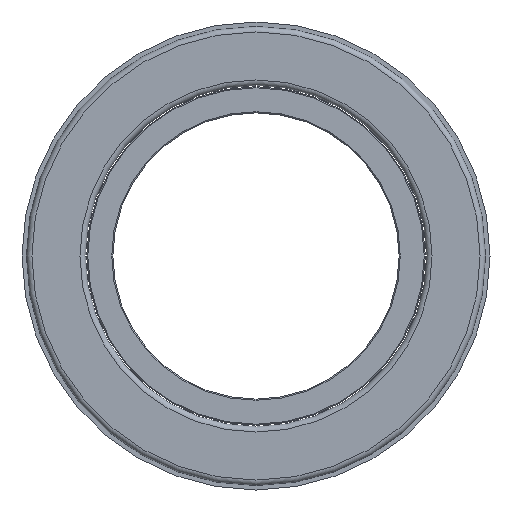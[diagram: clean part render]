
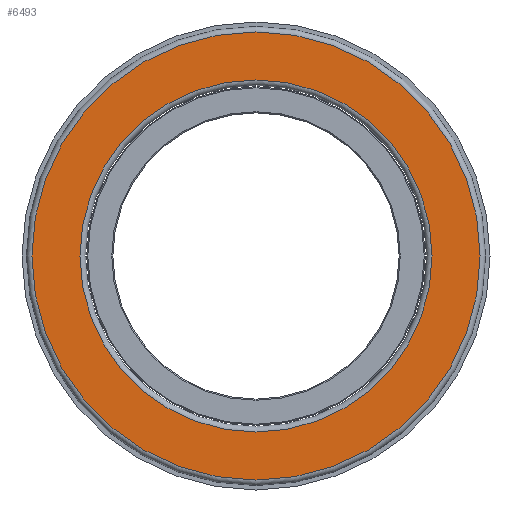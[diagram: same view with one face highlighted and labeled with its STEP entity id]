
A CAD part, front view. The second image highlights one B-rep face of the part: STEP entity #6493.
In plain terms, the highlighted planar face has unit normal (0, -1, 0).
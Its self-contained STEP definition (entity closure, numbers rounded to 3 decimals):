
#1752=FACE_BOUND('',#2121,.T.);
#1783=FACE_OUTER_BOUND('',#2120,.T.);
#2120=EDGE_LOOP('',(#4229,#4230));
#2121=EDGE_LOOP('',(#4231,#4232));
#2490=CIRCLE('',#7257,31.975);
#2491=CIRCLE('',#7258,31.975);
#2493=CIRCLE('',#7261,40.7);
#2494=CIRCLE('',#7262,40.7);
#2652=VERTEX_POINT('',#9719);
#2653=VERTEX_POINT('',#9720);
#2654=VERTEX_POINT('',#9725);
#2655=VERTEX_POINT('',#9726);
#3274=EDGE_CURVE('',#2652,#2653,#2490,.T.);
#3275=EDGE_CURVE('',#2653,#2652,#2491,.T.);
#3277=EDGE_CURVE('',#2654,#2655,#2493,.T.);
#3278=EDGE_CURVE('',#2655,#2654,#2494,.T.);
#4229=ORIENTED_EDGE('',*,*,#3277,.F.);
#4230=ORIENTED_EDGE('',*,*,#3278,.F.);
#4231=ORIENTED_EDGE('',*,*,#3274,.T.);
#4232=ORIENTED_EDGE('',*,*,#3275,.T.);
#5987=PLANE('',#7260);
#6493=ADVANCED_FACE('',(#1783,#1752),#5987,.T.);
#7257=AXIS2_PLACEMENT_3D('',#9721,#7868,#7869);
#7258=AXIS2_PLACEMENT_3D('',#9722,#7870,#7871);
#7260=AXIS2_PLACEMENT_3D('',#9724,#7874,#7875);
#7261=AXIS2_PLACEMENT_3D('',#9727,#7876,#7877);
#7262=AXIS2_PLACEMENT_3D('',#9728,#7878,#7879);
#7868=DIRECTION('center_axis',(0.,1.,0.));
#7869=DIRECTION('ref_axis',(1.,0.,0.));
#7870=DIRECTION('center_axis',(0.,1.,0.));
#7871=DIRECTION('ref_axis',(1.,0.,0.));
#7874=DIRECTION('center_axis',(0.,-1.,0.));
#7875=DIRECTION('ref_axis',(0.,0.,-1.));
#7876=DIRECTION('center_axis',(0.,1.,0.));
#7877=DIRECTION('ref_axis',(1.,0.,0.));
#7878=DIRECTION('center_axis',(0.,1.,0.));
#7879=DIRECTION('ref_axis',(1.,0.,0.));
#9719=CARTESIAN_POINT('',(-31.975,0.,0.));
#9720=CARTESIAN_POINT('',(0.,0.,-31.975));
#9721=CARTESIAN_POINT('Origin',(0.,0.,0.));
#9722=CARTESIAN_POINT('Origin',(0.,0.,0.));
#9724=CARTESIAN_POINT('Origin',(-40.7,0.,0.));
#9725=CARTESIAN_POINT('',(-40.7,0.,0.));
#9726=CARTESIAN_POINT('',(0.,0.,-40.7));
#9727=CARTESIAN_POINT('Origin',(0.,0.,0.));
#9728=CARTESIAN_POINT('Origin',(0.,0.,0.));
